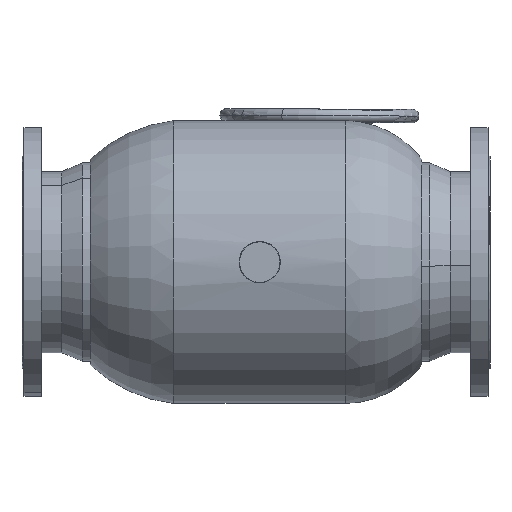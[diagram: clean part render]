
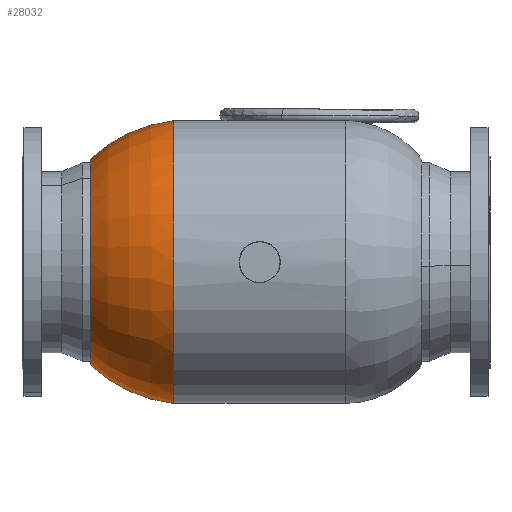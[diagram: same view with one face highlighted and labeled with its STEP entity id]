
A CAD part, front view. The second image highlights one B-rep face of the part: STEP entity #28032.
In plain terms, the highlighted toroidal (fillet/blend) face has major radius 6.815 mm and minor radius 221.204 mm.
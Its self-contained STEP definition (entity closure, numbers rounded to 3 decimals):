
#2277 = CARTESIAN_POINT ( 'NONE',  ( -255.535, 0., 0. ) ) ;
#3100 = ORIENTED_EDGE ( 'NONE', *, *, #16795, .T. ) ;
#4074 = AXIS2_PLACEMENT_3D ( 'NONE', #46126, #28134, #6379 ) ;
#6379 = DIRECTION ( 'NONE',  ( 0., 0., -1. ) ) ;
#6420 = CIRCLE ( 'NONE', #7159, 213. ) ;
#7159 = AXIS2_PLACEMENT_3D ( 'NONE', #43069, #10687, #28172 ) ;
#9005 = DIRECTION ( 'NONE',  ( -1., 0., 0. ) ) ;
#9156 = EDGE_CURVE ( 'NONE', #23580, #23702, #42512, .T. ) ;
#9226 = FACE_OUTER_BOUND ( 'NONE', #32075, .T. ) ;
#9454 = CARTESIAN_POINT ( 'NONE',  ( -104.713, 0., 0. ) ) ;
#10582 = CARTESIAN_POINT ( 'NONE',  ( -255.535, 0., -155. ) ) ;
#10687 = DIRECTION ( 'NONE',  ( -1., 0., 0. ) ) ;
#11578 = VERTEX_POINT ( 'NONE', #15449 ) ;
#12997 = DIRECTION ( 'NONE',  ( 0., 0., 1. ) ) ;
#13840 = AXIS2_PLACEMENT_3D ( 'NONE', #27867, #23612, #12997 ) ;
#15038 = ORIENTED_EDGE ( 'NONE', *, *, #25728, .T. ) ;
#15449 = CARTESIAN_POINT ( 'NONE',  ( -129.465, 0., -213. ) ) ;
#16795 = EDGE_CURVE ( 'NONE', #11578, #22296, #6420, .T. ) ;
#22296 = VERTEX_POINT ( 'NONE', #24415 ) ;
#23580 = VERTEX_POINT ( 'NONE', #10582 ) ;
#23612 = DIRECTION ( 'NONE',  ( 0., 1., 0. ) ) ;
#23702 = VERTEX_POINT ( 'NONE', #37042 ) ;
#24415 = CARTESIAN_POINT ( 'NONE',  ( -129.465, 0., 213. ) ) ;
#24734 = TOROIDAL_SURFACE ( 'NONE', #25471, -6.815, 221.204 ) ;
#25471 = AXIS2_PLACEMENT_3D ( 'NONE', #9454, #9005, #34771 ) ;
#25728 = EDGE_CURVE ( 'NONE', #22296, #23702, #41078, .T. ) ;
#25923 = CIRCLE ( 'NONE', #13840, 221.204 ) ;
#27867 = CARTESIAN_POINT ( 'NONE',  ( -104.713, 0., 6.815 ) ) ;
#28032 = ADVANCED_FACE ( 'NONE', ( #9226 ), #24734, .T. ) ;
#28134 = DIRECTION ( 'NONE',  ( 0., -1., 0. ) ) ;
#28172 = DIRECTION ( 'NONE',  ( 0., 0., 1. ) ) ;
#31847 = ORIENTED_EDGE ( 'NONE', *, *, #9156, .F. ) ;
#32075 = EDGE_LOOP ( 'NONE', ( #41212, #3100, #15038, #31847 ) ) ;
#33102 = EDGE_CURVE ( 'NONE', #11578, #23580, #25923, .T. ) ;
#34771 = DIRECTION ( 'NONE',  ( 0., 0., 1. ) ) ;
#37042 = CARTESIAN_POINT ( 'NONE',  ( -255.535, 0., 155. ) ) ;
#37229 = AXIS2_PLACEMENT_3D ( 'NONE', #2277, #41542, #38215 ) ;
#38215 = DIRECTION ( 'NONE',  ( 0., 0., 1. ) ) ;
#41078 = CIRCLE ( 'NONE', #4074, 221.204 ) ;
#41212 = ORIENTED_EDGE ( 'NONE', *, *, #33102, .F. ) ;
#41542 = DIRECTION ( 'NONE',  ( -1., 0., 0. ) ) ;
#42512 = CIRCLE ( 'NONE', #37229, 155. ) ;
#43069 = CARTESIAN_POINT ( 'NONE',  ( -129.465, 0., 0. ) ) ;
#46126 = CARTESIAN_POINT ( 'NONE',  ( -104.713, 0., -6.815 ) ) ;
